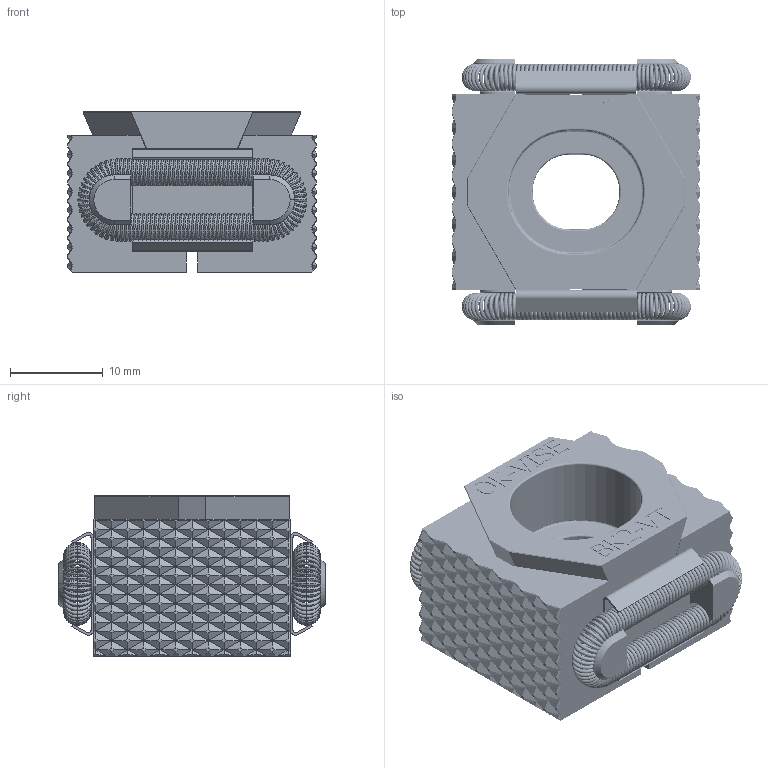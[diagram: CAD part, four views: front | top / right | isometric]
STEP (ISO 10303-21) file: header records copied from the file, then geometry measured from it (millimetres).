
FILE_DESCRIPTION (( 'STEP AP214' ), '1' );
FILE_NAME ('Jergens_BK2-VT.step', '2018-04-10T19:05:36', ( '' ), ( '' ), 'SwSTEP 2.0', 'SolidWorks 2018', '' );
FILE_SCHEMA (( 'AUTOMOTIVE_DESIGN' ));
Length unit declared in the file: millimetre
Products named in the file (4): spring-sib.step; PLBK2-VT.step; KIBK2-VT.step; Jergens_BK2-VT
Assembly tree (5 placements, depth 2):
  Jergens_BK2-VT
    KIBK2-VT.step
    PLBK2-VT.step  x2
    spring-sib.step  x2
Bounding box: 26.81 x 28.8 x 17.3 mm (x, y, z)
Volume: 7329.3 mm3; surface area: 7691.3 mm2
Topology: 9 solids, 9 shells, 2399 faces, 6682 edges, 4137 vertices
Faces by surface type: plane 1335, torus 934, bspline 70, cylinder 54, cone 6
Entity records: 48474 total; most frequent: CARTESIAN_POINT 15259, ORIENTED_EDGE 7242, DIRECTION 6797, EDGE_CURVE 3621, AXIS2_PLACEMENT_3D 2543, VERTEX_POINT 2253, LINE 1711, VECTOR 1711
